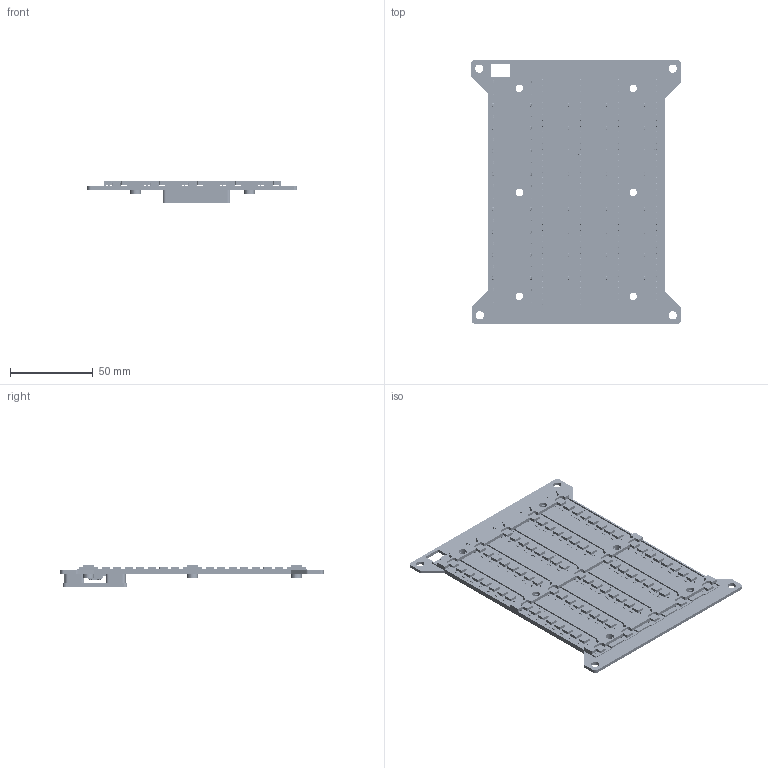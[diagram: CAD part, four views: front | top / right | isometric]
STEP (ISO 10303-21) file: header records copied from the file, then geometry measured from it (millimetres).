
FILE_DESCRIPTION(/* description */ (''),/* implementation_level */ '2;1');
FILE_NAME(/* name */ 'LED base (base).step',/* time_stamp */ '2025-07-22T18:15:56+03:00',/* author */ (''),/* organization */ (''),/* preprocessor_version */ 'ST-DEVELOPER v20.1',/* originating_system */ 'Autodesk Translation Framework v14.10.0.0',/* authorisation */ '');
FILE_SCHEMA (('AUTOMOTIVE_DESIGN { 1 0 10303 214 3 1 1 }'));
Products named in the file (32): v2 led holder; base; esp kansi; WS2812 144LED/M; WS2812 144LED/M_2; WS2812 144LED/M_3; WS2812 144LED/M_4; WS2812 144LED/M_5; WS2812 144LED/M_6; WS2812 144LED/M_7; WS2812 144LED/M_8; WS2812 144LED/M_9; WS2812 144LED/M_10; WS2812 144LED/M_11; WS2812 144LED/M_12; WS2812 144LED/M_13; WS2812 144LED/M_14; WS2812 144LED/M_15; WS2812 144LED/M_16; WS2812 144LED/M_17; WS2812 144LED/M_18; WS2812 144LED/M_19; WS2812 144LED/M_20; WS2812 144LED/M_21; SMD; WS2812 LED Chip; PCB Strip; Pads; wemos d1 mini V4; USB C + USB A 3.1.stp; main board; palkki
Assembly tree (113 placements, depth 4):
  v2 led holder
    WS2812 144LED/M  x5
      WS2812 144LED/M_2
        SMD
        WS2812 LED Chip
        PCB Strip
        Pads
      WS2812 144LED/M_3
        SMD
        WS2812 LED Chip
        PCB Strip
        Pads
      WS2812 144LED/M_4
        SMD
        WS2812 LED Chip
        PCB Strip
        Pads
      WS2812 144LED/M_5
        SMD
        WS2812 LED Chip
        PCB Strip
        Pads
      WS2812 144LED/M_6
        SMD
        WS2812 LED Chip
        PCB Strip
        Pads
      WS2812 144LED/M_7
        SMD
        WS2812 LED Chip
        PCB Strip
        Pads
      WS2812 144LED/M_8
        SMD
        WS2812 LED Chip
        PCB Strip
        Pads
      WS2812 144LED/M_9
        SMD
        WS2812 LED Chip
        PCB Strip
        Pads
      WS2812 144LED/M_10
        SMD
        WS2812 LED Chip
        PCB Strip
        Pads
      WS2812 144LED/M_11
        SMD
        WS2812 LED Chip
        PCB Strip
        Pads
      WS2812 144LED/M_12
        SMD
        WS2812 LED Chip
        PCB Strip
        Pads
      WS2812 144LED/M_13
        SMD
        WS2812 LED Chip
Bounding box: 127.32 x 159.5 x 13 mm (x, y, z)
Volume: 56437 mm3; surface area: 84724.8 mm2
Topology: 1621 solids, 1621 shells, 25562 faces, 61233 edges, 39689 vertices
Faces by surface type: plane 15720, cylinder 6258, bspline 2324, sphere 1200, torus 49, cone 11
Full cylindrical faces by diameter (mm): 0.25 x100, 0.5 x2, 1 x16, 2 x2, 3 x2, 4 x202, 4.5 x6, 5 x10, 6.5 x6
Entity records: 63713 total; most frequent: CARTESIAN_POINT 15007, ORIENTED_EDGE 9780, DIRECTION 9689, EDGE_CURVE 4890, LINE 3745, VECTOR 3745, VERTEX_POINT 3183, AXIS2_PLACEMENT_3D 2972
